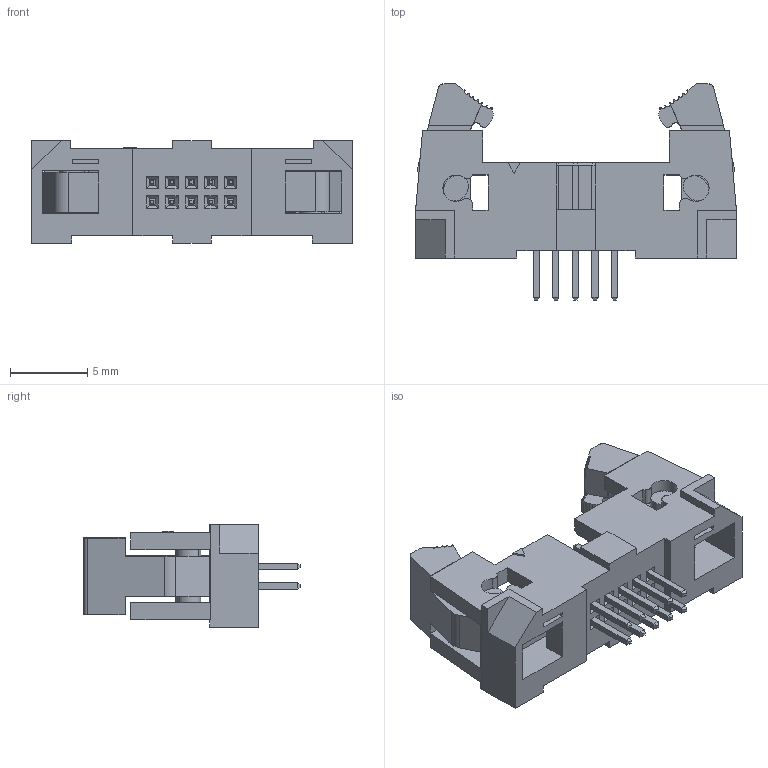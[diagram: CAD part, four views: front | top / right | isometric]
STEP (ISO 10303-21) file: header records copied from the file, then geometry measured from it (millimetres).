
FILE_DESCRIPTION((''),'2;1');
FILE_NAME('M50-3550542_ASM','2012-09-12T',('sbennett'),(''),'PRO/ENGINEER BY PARAMETRIC TECHNOLOGY CORPORATION, 2011490','PRO/ENGINEER BY PARAMETRIC TECHNOLOGY CORPORATION, 2011490','');
FILE_SCHEMA(('CONFIG_CONTROL_DESIGN','SHAPE_APPEARANCE_LAYERS_GROUPS'));
Length unit declared in the file: millimetre
Products named in the file (4): M50-35505_MOULD; M50-355_PIN; M50-355_LATCH; M50-3550542_ASM
Assembly tree (13 placements, depth 2):
  M50-3550542_ASM
    M50-35505_MOULD
    M50-355_PIN  x10
    M50-355_LATCH  x2
Bounding box: 20.83 x 14.02 x 6.67 mm (x, y, z)
Volume: 599.5 mm3; surface area: 1360.7 mm2
Topology: 13 solids, 13 shells, 518 faces, 1320 edges, 838 vertices
Faces by surface type: plane 462, cylinder 46, extrusion 10
Entity records: 12252 total; most frequent: CARTESIAN_POINT 1782, ORIENTED_EDGE 1644, DIRECTION 1523, PRESENTATION_STYLE_ASSIGNMENT 834, STYLED_ITEM 825, CURVE_STYLE 822, EDGE_CURVE 822, VECTOR 737
